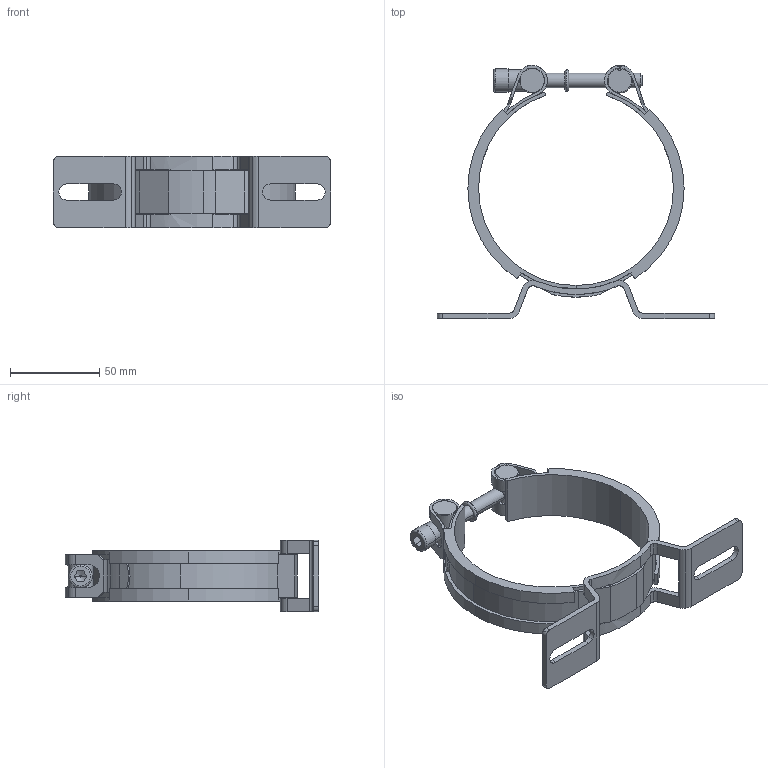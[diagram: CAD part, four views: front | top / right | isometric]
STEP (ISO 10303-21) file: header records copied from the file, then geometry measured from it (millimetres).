
FILE_DESCRIPTION((''),'2;1');
FILE_NAME('MPCA1099109-1.stp','2008-07-16T16:38:39',(''),(''),'Mechanical Desktop.R8.0.24.0','Mechanical Desktop.R8.0.24.0',', , ');
FILE_SCHEMA(('CONFIG_CONTROL_DESIGN'));
Length unit declared in the file: millimetre
Products named in the file (1): MPCA1099109-1 FOR CONVERSION STEP
Bounding box: 155 x 141.71 x 40 mm (x, y, z)
Volume: 65555.6 mm3; surface area: 66826.4 mm2
Topology: 9 solids, 9 shells, 295 faces, 843 edges, 559 vertices
Faces by surface type: bspline 131, cylinder 92, plane 52, torus 10, cone 10
Entity records: 11829 total; most frequent: CARTESIAN_POINT 4353, ORIENTED_EDGE 1686, DIRECTION 1420, EDGE_CURVE 843, VERTEX_POINT 559, AXIS2_PLACEMENT_3D 516, VECTOR 388, LINE 388
